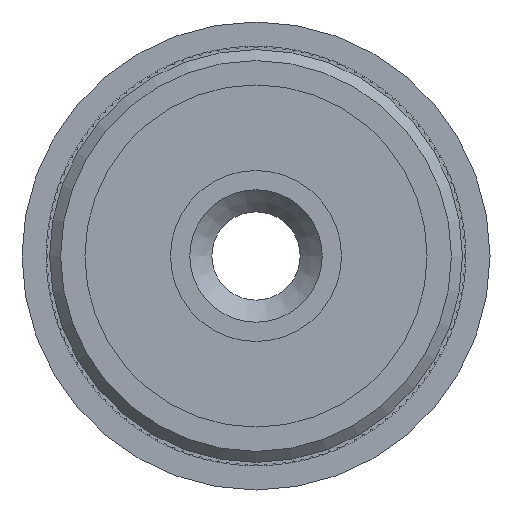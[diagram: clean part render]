
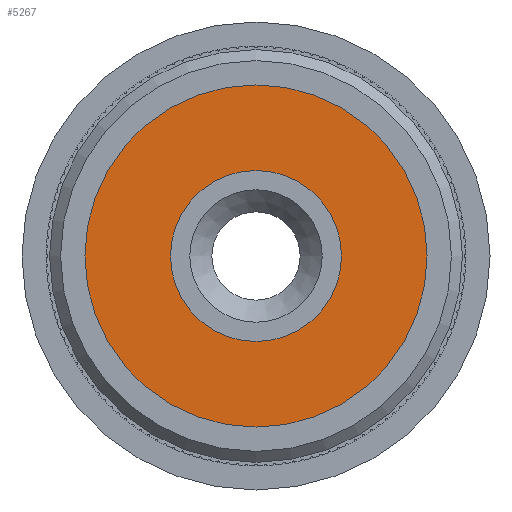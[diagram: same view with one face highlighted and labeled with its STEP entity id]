
A CAD part, front view. The second image highlights one B-rep face of the part: STEP entity #5267.
In plain terms, the highlighted planar face has unit normal (0, -1, 0).
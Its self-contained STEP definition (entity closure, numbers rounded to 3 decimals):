
#19=FACE_BOUND('',#333,.T.);
#26=PLANE('',#5591);
#35=FACE_OUTER_BOUND('',#332,.T.);
#332=EDGE_LOOP('',(#3249));
#333=EDGE_LOOP('',(#3250));
#1215=CIRCLE('',#5587,7.75);
#1217=CIRCLE('',#5590,15.5);
#1794=VERTEX_POINT('',#8509);
#1796=VERTEX_POINT('',#8515);
#2374=EDGE_CURVE('',#1794,#1794,#1215,.T.);
#2377=EDGE_CURVE('',#1796,#1796,#1217,.T.);
#3249=ORIENTED_EDGE('',*,*,#2377,.F.);
#3250=ORIENTED_EDGE('',*,*,#2374,.F.);
#5267=ADVANCED_FACE('',(#35,#19),#26,.T.);
#5587=AXIS2_PLACEMENT_3D('',#8511,#6468,#6469);
#5590=AXIS2_PLACEMENT_3D('',#8517,#6475,#6476);
#5591=AXIS2_PLACEMENT_3D('',#8518,#6477,#6478);
#6468=DIRECTION('center_axis',(0.,-1.,0.));
#6469=DIRECTION('ref_axis',(-1.,0.,0.));
#6475=DIRECTION('center_axis',(0.,1.,0.));
#6476=DIRECTION('ref_axis',(1.,0.,0.));
#6477=DIRECTION('center_axis',(0.,-1.,0.));
#6478=DIRECTION('ref_axis',(0.,0.,-1.));
#8509=CARTESIAN_POINT('',(7.75,10.,0.));
#8511=CARTESIAN_POINT('Origin',(0.,10.,0.));
#8515=CARTESIAN_POINT('',(-15.5,10.,0.));
#8517=CARTESIAN_POINT('Origin',(0.,10.,0.));
#8518=CARTESIAN_POINT('Origin',(0.,10.,0.));
